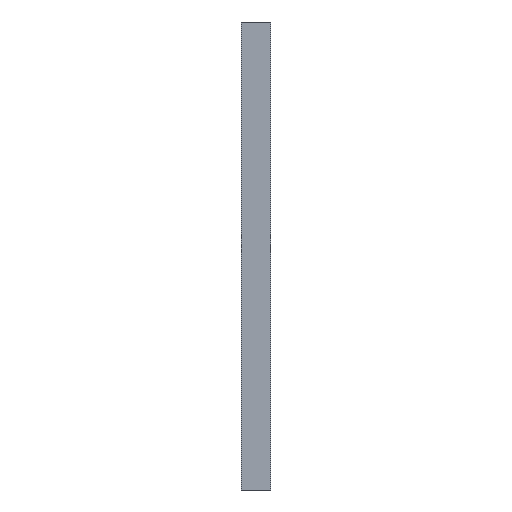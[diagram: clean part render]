
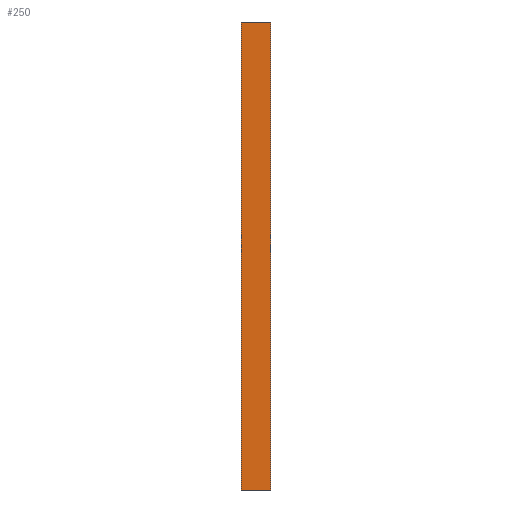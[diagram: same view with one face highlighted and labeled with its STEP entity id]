
A CAD part, front view. The second image highlights one B-rep face of the part: STEP entity #250.
In plain terms, the highlighted planar face has unit normal (0, -1, 0).
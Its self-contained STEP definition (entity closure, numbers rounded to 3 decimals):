
#28 = DIRECTION ( 'NONE',  ( 0., 0., -1. ) ) ;
#47 = DIRECTION ( 'NONE',  ( -1., 0., 0. ) ) ;
#50 = EDGE_LOOP ( 'NONE', ( #377, #342, #198, #56 ) ) ;
#56 = ORIENTED_EDGE ( 'NONE', *, *, #667, .T. ) ;
#77 = DIRECTION ( 'NONE',  ( 0., 1., 0. ) ) ;
#80 = VERTEX_POINT ( 'NONE', #497 ) ;
#101 = VECTOR ( 'NONE', #47, 1000. ) ;
#130 = PLANE ( 'NONE',  #632 ) ;
#152 = CARTESIAN_POINT ( 'NONE',  ( 3.175, 0., -50.8 ) ) ;
#174 = FACE_OUTER_BOUND ( 'NONE', #50, .T. ) ;
#182 = LINE ( 'NONE', #278, #235 ) ;
#187 = CARTESIAN_POINT ( 'NONE',  ( 0., 0., 0. ) ) ;
#198 = ORIENTED_EDGE ( 'NONE', *, *, #407, .F. ) ;
#203 = LINE ( 'NONE', #187, #420 ) ;
#220 = DIRECTION ( 'NONE',  ( 0., 0., 1. ) ) ;
#235 = VECTOR ( 'NONE', #413, 1000. ) ;
#243 = LINE ( 'NONE', #305, #366 ) ;
#247 = CARTESIAN_POINT ( 'NONE',  ( 3.175, 0., 0. ) ) ;
#250 = ADVANCED_FACE ( 'NONE', ( #174 ), #130, .F. ) ;
#278 = CARTESIAN_POINT ( 'NONE',  ( 3.175, 0., 0. ) ) ;
#305 = CARTESIAN_POINT ( 'NONE',  ( 3.175, 0., 0. ) ) ;
#342 = ORIENTED_EDGE ( 'NONE', *, *, #516, .F. ) ;
#350 = CARTESIAN_POINT ( 'NONE',  ( 3.175, 0., 0. ) ) ;
#366 = VECTOR ( 'NONE', #414, 1000. ) ;
#377 = ORIENTED_EDGE ( 'NONE', *, *, #398, .T. ) ;
#398 = EDGE_CURVE ( 'NONE', #462, #604, #203, .T. ) ;
#407 = EDGE_CURVE ( 'NONE', #412, #80, #243, .T. ) ;
#412 = VERTEX_POINT ( 'NONE', #247 ) ;
#413 = DIRECTION ( 'NONE',  ( -1., 0., 0. ) ) ;
#414 = DIRECTION ( 'NONE',  ( 0., 0., -1. ) ) ;
#420 = VECTOR ( 'NONE', #28, 1000. ) ;
#459 = CARTESIAN_POINT ( 'NONE',  ( 0., 0., -50.8 ) ) ;
#462 = VERTEX_POINT ( 'NONE', #600 ) ;
#497 = CARTESIAN_POINT ( 'NONE',  ( 3.175, 0., -50.8 ) ) ;
#516 = EDGE_CURVE ( 'NONE', #80, #604, #636, .T. ) ;
#600 = CARTESIAN_POINT ( 'NONE',  ( 0., 0., 0. ) ) ;
#604 = VERTEX_POINT ( 'NONE', #459 ) ;
#632 = AXIS2_PLACEMENT_3D ( 'NONE', #350, #77, #220 ) ;
#636 = LINE ( 'NONE', #152, #101 ) ;
#667 = EDGE_CURVE ( 'NONE', #412, #462, #182, .T. ) ;
